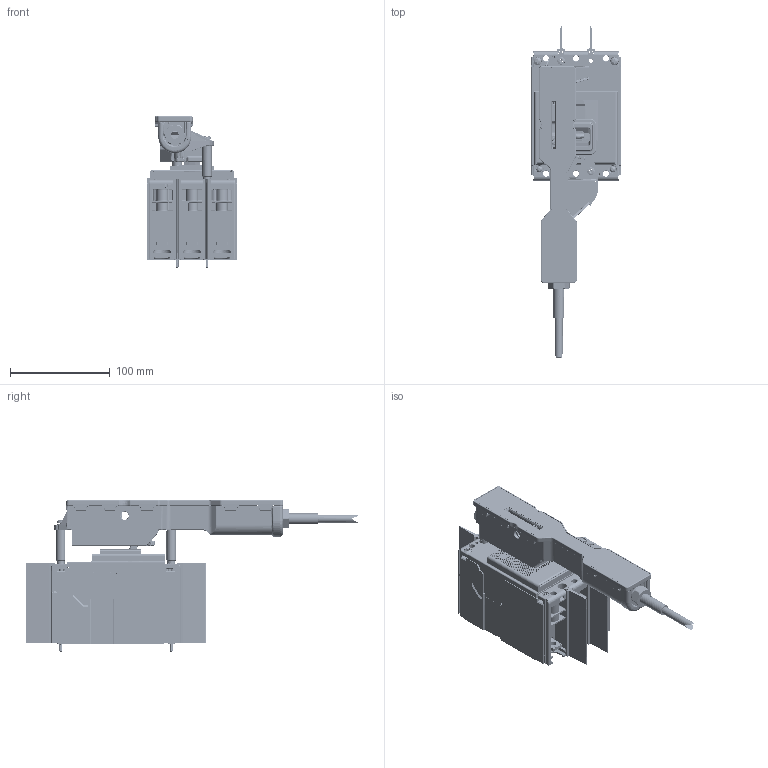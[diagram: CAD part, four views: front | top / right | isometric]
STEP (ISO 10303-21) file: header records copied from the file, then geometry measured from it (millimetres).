
FILE_DESCRIPTION((''),'2;1');
FILE_NAME('2TSE730003P1032','2017-03-08T',('USLAWIL2'),(''),'CREO PARAMETRIC BY PTC INC, 2015290','CREO PARAMETRIC BY PTC INC, 2015290','');
FILE_SCHEMA(('CONFIG_CONTROL_DESIGN'));
Products named in the file (1): 2TSE730003P1032
Bounding box: 90 x 333.62 x 152.14 mm (x, y, z)
Surface area: 245857.8 mm2 (no closed solid volume)
Topology: 0 solids, 7543 shells, 7543 faces, 42498 edges, 42488 vertices
Faces by surface type: plane 4859, cylinder 1334, extrusion 734, torus 251, bspline 177, cone 175, sphere 13
Entity records: 450348 total; most frequent: CARTESIAN_POINT 146971, DIRECTION 51342, VERTEX_POINT 42488, ORIENTED_EDGE 42488, EDGE_CURVE 42488, VECTOR 32362, LINE 31628, AXIS2_PLACEMENT_3D 9490
